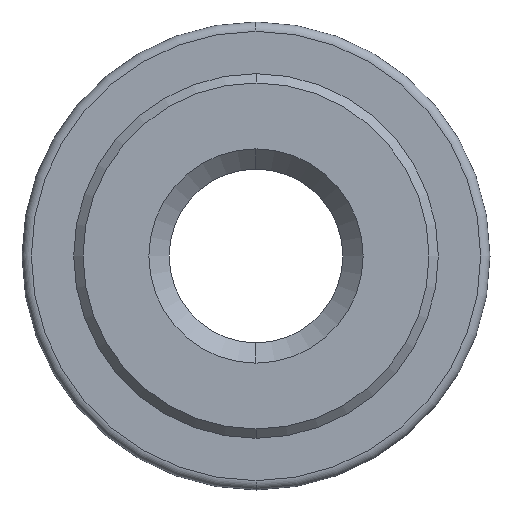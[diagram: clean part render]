
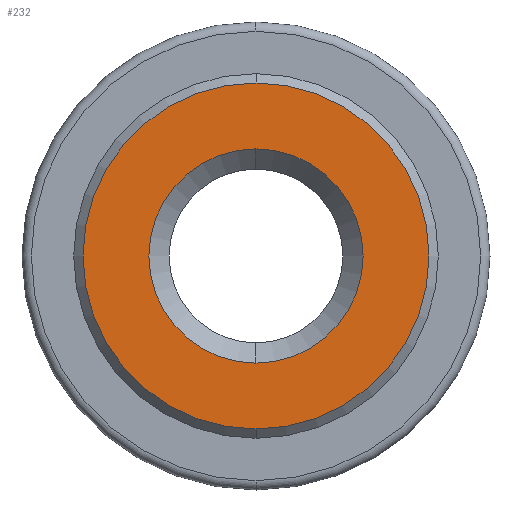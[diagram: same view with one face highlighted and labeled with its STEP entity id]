
A CAD part, left-side view. The second image highlights one B-rep face of the part: STEP entity #232.
In plain terms, the highlighted planar face has unit normal (-1, 0, 0).
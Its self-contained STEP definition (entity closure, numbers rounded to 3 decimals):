
#232=ADVANCED_FACE('',(#599,#600),#601,.T.);
#599=FACE_BOUND('',#1118,.T.);
#600=FACE_OUTER_BOUND('',#1119,.T.);
#601=PLANE('',#1120);
#1118=EDGE_LOOP('',(#1740,#1741));
#1119=EDGE_LOOP('',(#1742,#1743));
#1120=AXIS2_PLACEMENT_3D('',#1744,#1745,#1746);
#1740=ORIENTED_EDGE('',*,*,#3105,.T.);
#1741=ORIENTED_EDGE('',*,*,#3122,.T.);
#1742=ORIENTED_EDGE('',*,*,#3091,.F.);
#1743=ORIENTED_EDGE('',*,*,#3130,.F.);
#1744=CARTESIAN_POINT('',(-3.53,0.,1.615));
#1745=DIRECTION('',(-1.0,0.0,0.));
#1746=DIRECTION('',(0.,0.,-1.0));
#3091=EDGE_CURVE('',#3699,#3702,#3703,.T.);
#3105=EDGE_CURVE('',#3724,#3721,#3725,.T.);
#3122=EDGE_CURVE('',#3721,#3724,#3747,.T.);
#3130=EDGE_CURVE('',#3702,#3699,#3755,.T.);
#3699=VERTEX_POINT('',#4560);
#3702=VERTEX_POINT('',#4564);
#3703=CIRCLE('',#4565,3.23);
#3721=VERTEX_POINT('',#4588);
#3724=VERTEX_POINT('',#4592);
#3725=CIRCLE('',#4593,2.0);
#3747=CIRCLE('',#4620,2.0);
#3755=CIRCLE('',#4628,3.23);
#4560=CARTESIAN_POINT('',(-3.53,0.,3.23));
#4564=CARTESIAN_POINT('',(-3.53,0.,-3.23));
#4565=AXIS2_PLACEMENT_3D('',#5748,#5749,#5750);
#4588=CARTESIAN_POINT('',(-3.53,0.,-2.0));
#4592=CARTESIAN_POINT('',(-3.53,0.,2.0));
#4593=AXIS2_PLACEMENT_3D('',#5769,#5770,#5771);
#4620=AXIS2_PLACEMENT_3D('',#5795,#5796,#5797);
#4628=AXIS2_PLACEMENT_3D('',#5807,#5808,#5809);
#5748=CARTESIAN_POINT('',(-3.53,0.0,0.));
#5749=DIRECTION('',(1.0,0.0,0.));
#5750=DIRECTION('',(0.,0.0,1.0));
#5769=CARTESIAN_POINT('',(-3.53,0.,0.));
#5770=DIRECTION('',(1.0,0.0,0.));
#5771=DIRECTION('',(0.,0.0,1.0));
#5795=CARTESIAN_POINT('',(-3.53,0.,0.));
#5796=DIRECTION('',(1.0,0.0,0.));
#5797=DIRECTION('',(0.,0.0,1.0));
#5807=CARTESIAN_POINT('',(-3.53,0.0,0.));
#5808=DIRECTION('',(1.0,0.0,0.));
#5809=DIRECTION('',(0.,0.0,1.0));
